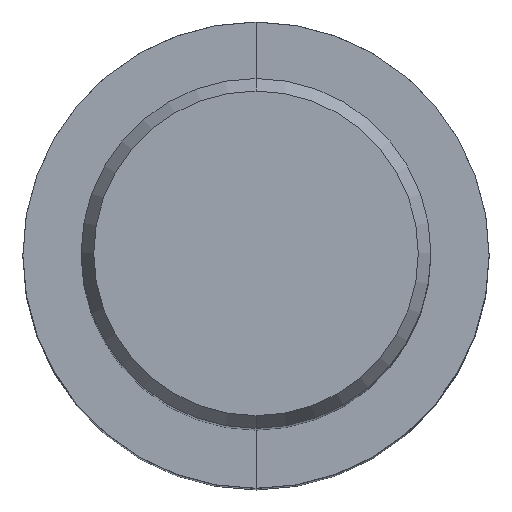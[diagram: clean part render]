
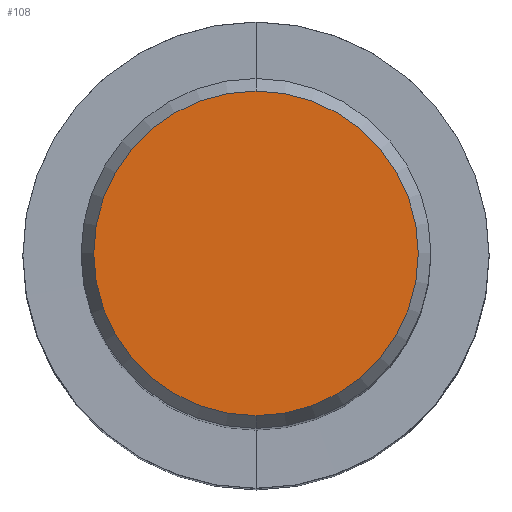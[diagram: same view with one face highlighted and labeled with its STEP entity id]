
A CAD part, top view. The second image highlights one B-rep face of the part: STEP entity #108.
In plain terms, the highlighted planar face has unit normal (0, 0, 1).
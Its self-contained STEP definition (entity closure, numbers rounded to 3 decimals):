
#86=VERTEX_POINT('',#200);
#108=ADVANCED_FACE('',(#226),#227,.T.);
#114=EDGE_CURVE('',#86,#162,#233,.T.);
#144=EDGE_CURVE('',#162,#86,#267,.T.);
#162=VERTEX_POINT('',#288);
#200=CARTESIAN_POINT('',(0.0,8.837,0.01));
#226=FACE_OUTER_BOUND('',#353,.T.);
#227=PLANE('',#354);
#233=CIRCLE('',#364,8.837);
#267=CIRCLE('',#405,8.837);
#288=CARTESIAN_POINT('',(0.,-8.837,0.01));
#353=EDGE_LOOP('',(#494,#495));
#354=AXIS2_PLACEMENT_3D('',#496,#497,#498);
#364=AXIS2_PLACEMENT_3D('',#503,#504,#505);
#405=AXIS2_PLACEMENT_3D('',#547,#548,#549);
#494=ORIENTED_EDGE('',*,*,#114,.F.);
#495=ORIENTED_EDGE('',*,*,#144,.F.);
#496=CARTESIAN_POINT('',(0.0,4.419,0.01));
#497=DIRECTION('',(-0.0,0.0,1.0));
#498=DIRECTION('',(0.0,-1.0,0.0));
#503=CARTESIAN_POINT('',(0.0,0.0,0.01));
#504=DIRECTION('',(0.0,0.0,-1.0));
#505=DIRECTION('',(0.0,1.0,0.0));
#547=CARTESIAN_POINT('',(0.0,0.0,0.01));
#548=DIRECTION('',(0.0,0.0,-1.0));
#549=DIRECTION('',(0.0,1.0,0.0));
